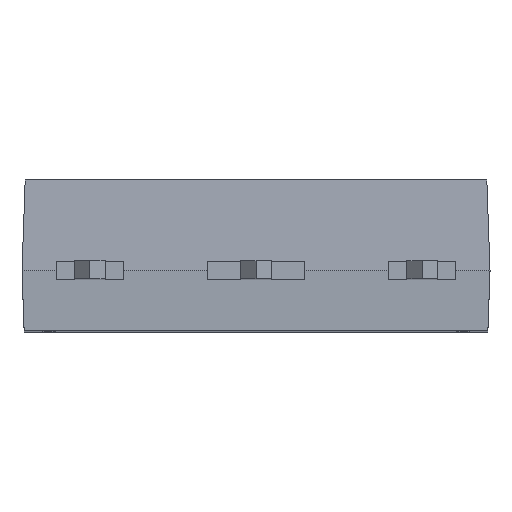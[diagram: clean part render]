
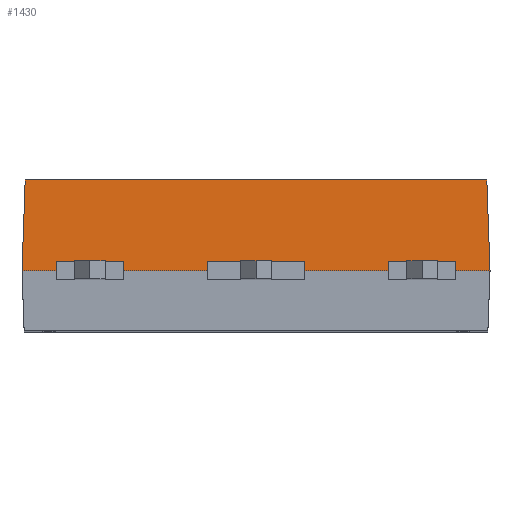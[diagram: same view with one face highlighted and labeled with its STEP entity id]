
A CAD part, top view. The second image highlights one B-rep face of the part: STEP entity #1430.
In plain terms, the highlighted planar face has unit normal (0, 0.035, 0.999).
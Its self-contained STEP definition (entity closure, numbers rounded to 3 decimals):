
#69 = CARTESIAN_POINT ( 'NONE',  ( 7.645, 3., 14.395 ) ) ;
#110 = PLANE ( 'NONE',  #1396 ) ;
#123 = VECTOR ( 'NONE', #1132, 1000. ) ;
#180 = DIRECTION ( 'NONE',  ( 0.035, -0.999, 0.035 ) ) ;
#317 = ORIENTED_EDGE ( 'NONE', *, *, #1204, .T. ) ;
#534 = LINE ( 'NONE', #2124, #2127 ) ;
#604 = DIRECTION ( 'NONE',  ( -0.035, -0.999, 0.035 ) ) ;
#787 = VECTOR ( 'NONE', #604, 1000. ) ;
#927 = EDGE_LOOP ( 'NONE', ( #1879, #1262, #1151, #317 ) ) ;
#1132 = DIRECTION ( 'NONE',  ( 1., 0., 0. ) ) ;
#1151 = ORIENTED_EDGE ( 'NONE', *, *, #2498, .F. ) ;
#1177 = CARTESIAN_POINT ( 'NONE',  ( -7.75, 0., 14.5 ) ) ;
#1195 = CARTESIAN_POINT ( 'NONE',  ( -7.75, 0., 14.5 ) ) ;
#1204 = EDGE_CURVE ( 'NONE', #1296, #2156, #2300, .T. ) ;
#1212 = VECTOR ( 'NONE', #1647, 1000. ) ;
#1258 = CARTESIAN_POINT ( 'NONE',  ( -8.75, 3., 14.395 ) ) ;
#1262 = ORIENTED_EDGE ( 'NONE', *, *, #1686, .F. ) ;
#1296 = VERTEX_POINT ( 'NONE', #2374 ) ;
#1396 = AXIS2_PLACEMENT_3D ( 'NONE', #2418, #2050, #1982 ) ;
#1430 = ADVANCED_FACE ( 'NONE', ( #1767 ), #110, .T. ) ;
#1477 = VERTEX_POINT ( 'NONE', #2342 ) ;
#1622 = LINE ( 'NONE', #2262, #123 ) ;
#1647 = DIRECTION ( 'NONE',  ( 1., 0., 0. ) ) ;
#1686 = EDGE_CURVE ( 'NONE', #2433, #1477, #534, .T. ) ;
#1722 = LINE ( 'NONE', #1258, #1212 ) ;
#1767 = FACE_OUTER_BOUND ( 'NONE', #927, .T. ) ;
#1879 = ORIENTED_EDGE ( 'NONE', *, *, #2005, .T. ) ;
#1982 = DIRECTION ( 'NONE',  ( 0., -0.999, 0.035 ) ) ;
#2005 = EDGE_CURVE ( 'NONE', #2156, #1477, #1622, .T. ) ;
#2050 = DIRECTION ( 'NONE',  ( 0., 0.035, 0.999 ) ) ;
#2124 = CARTESIAN_POINT ( 'NONE',  ( 7.75, 0., 14.5 ) ) ;
#2127 = VECTOR ( 'NONE', #180, 1000. ) ;
#2156 = VERTEX_POINT ( 'NONE', #1195 ) ;
#2262 = CARTESIAN_POINT ( 'NONE',  ( 7.75, 0., 14.5 ) ) ;
#2300 = LINE ( 'NONE', #1177, #787 ) ;
#2342 = CARTESIAN_POINT ( 'NONE',  ( 7.75, 0., 14.5 ) ) ;
#2374 = CARTESIAN_POINT ( 'NONE',  ( -7.645, 3., 14.395 ) ) ;
#2418 = CARTESIAN_POINT ( 'NONE',  ( -7.75, 0., 14.5 ) ) ;
#2433 = VERTEX_POINT ( 'NONE', #69 ) ;
#2498 = EDGE_CURVE ( 'NONE', #1296, #2433, #1722, .T. ) ;
